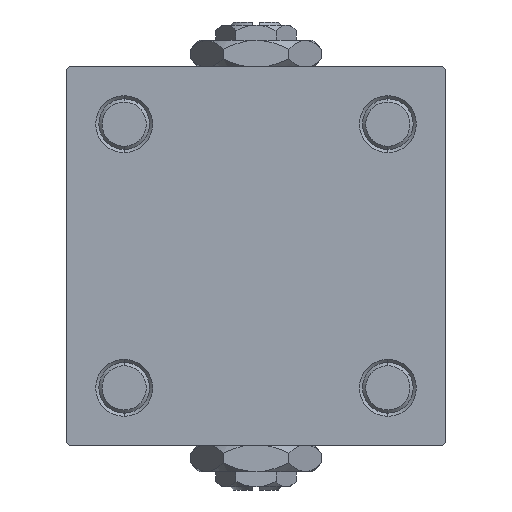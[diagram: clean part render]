
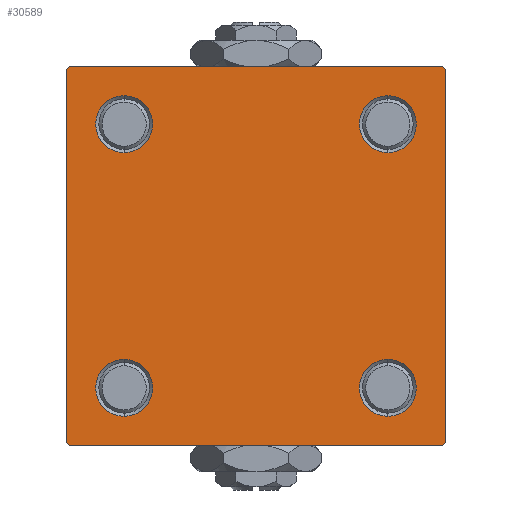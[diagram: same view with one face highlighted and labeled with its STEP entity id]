
A CAD part, left-side view. The second image highlights one B-rep face of the part: STEP entity #30589.
In plain terms, the highlighted planar face has unit normal (-1, 0, 0).
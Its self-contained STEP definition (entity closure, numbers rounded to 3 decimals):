
#215 = ORIENTED_EDGE ( 'NONE', *, *, #46196, .T. ) ;
#433 = VERTEX_POINT ( 'NONE', #21205 ) ;
#560 = ORIENTED_EDGE ( 'NONE', *, *, #42193, .F. ) ;
#1253 = CIRCLE ( 'NONE', #32173, 4.5 ) ;
#1296 = EDGE_CURVE ( 'NONE', #28604, #7254, #46909, .T. ) ;
#1553 = CARTESIAN_POINT ( 'NONE',  ( 0., 30., 30. ) ) ;
#2085 = DIRECTION ( 'NONE',  ( 0., 0., -1. ) ) ;
#2128 = EDGE_CURVE ( 'NONE', #22010, #42610, #49864, .T. ) ;
#2137 = DIRECTION ( 'NONE',  ( 0., 0., 1. ) ) ;
#2490 = EDGE_CURVE ( 'NONE', #23238, #13786, #24480, .T. ) ;
#2943 = ORIENTED_EDGE ( 'NONE', *, *, #23314, .T. ) ;
#3456 = ORIENTED_EDGE ( 'NONE', *, *, #26795, .T. ) ;
#3926 = CARTESIAN_POINT ( 'NONE',  ( 0., -29.75, 29.75 ) ) ;
#3936 = VECTOR ( 'NONE', #2085, 1000. ) ;
#4080 = CARTESIAN_POINT ( 'NONE',  ( 0., 20.85, -25.35 ) ) ;
#4372 = CIRCLE ( 'NONE', #27847, 4.5 ) ;
#4843 = VECTOR ( 'NONE', #46761, 1000. ) ;
#4909 = LINE ( 'NONE', #36953, #45131 ) ;
#5857 = CARTESIAN_POINT ( 'NONE',  ( 0., -29.5, 30. ) ) ;
#6047 = CARTESIAN_POINT ( 'NONE',  ( 0., -30., -29.5 ) ) ;
#6325 = CARTESIAN_POINT ( 'NONE',  ( 0., 29.5, -30. ) ) ;
#6350 = CARTESIAN_POINT ( 'NONE',  ( 0., -20.85, -20.85 ) ) ;
#6958 = FACE_BOUND ( 'NONE', #28316, .T. ) ;
#7095 = LINE ( 'NONE', #3926, #37217 ) ;
#7205 = FACE_BOUND ( 'NONE', #24799, .T. ) ;
#7254 = VERTEX_POINT ( 'NONE', #37538 ) ;
#7464 = CARTESIAN_POINT ( 'NONE',  ( 0., 30., 29.5 ) ) ;
#7800 = ORIENTED_EDGE ( 'NONE', *, *, #2128, .T. ) ;
#8064 = DIRECTION ( 'NONE',  ( 1., 0., 0. ) ) ;
#9818 = VERTEX_POINT ( 'NONE', #49698 ) ;
#10245 = CIRCLE ( 'NONE', #46300, 4.5 ) ;
#10894 = VERTEX_POINT ( 'NONE', #22982 ) ;
#11087 = VERTEX_POINT ( 'NONE', #6047 ) ;
#11404 = DIRECTION ( 'NONE',  ( -1., 0., 0. ) ) ;
#11724 = EDGE_CURVE ( 'NONE', #14773, #37695, #10245, .T. ) ;
#12260 = CARTESIAN_POINT ( 'NONE',  ( 0., 20.85, -20.85 ) ) ;
#12286 = AXIS2_PLACEMENT_3D ( 'NONE', #28630, #36771, #16815 ) ;
#12451 = DIRECTION ( 'NONE',  ( 1., 0., 0. ) ) ;
#12518 = ORIENTED_EDGE ( 'NONE', *, *, #34930, .T. ) ;
#12814 = CARTESIAN_POINT ( 'NONE',  ( 0., 20.85, 20.85 ) ) ;
#13382 = LINE ( 'NONE', #32818, #3936 ) ;
#13434 = DIRECTION ( 'NONE',  ( 1., 0., 0. ) ) ;
#13733 = CARTESIAN_POINT ( 'NONE',  ( 0., 20.85, 16.35 ) ) ;
#13786 = VERTEX_POINT ( 'NONE', #16941 ) ;
#14219 = VECTOR ( 'NONE', #24680, 1000. ) ;
#14506 = ORIENTED_EDGE ( 'NONE', *, *, #2490, .T. ) ;
#14773 = VERTEX_POINT ( 'NONE', #26129 ) ;
#15045 = AXIS2_PLACEMENT_3D ( 'NONE', #6350, #38139, #18181 ) ;
#15740 = AXIS2_PLACEMENT_3D ( 'NONE', #51295, #27150, #35029 ) ;
#16090 = LINE ( 'NONE', #47598, #48497 ) ;
#16815 = DIRECTION ( 'NONE',  ( 0., 0., 1. ) ) ;
#16941 = CARTESIAN_POINT ( 'NONE',  ( 0., -29.5, -30. ) ) ;
#17198 = DIRECTION ( 'NONE',  ( 0., -0.707, 0.707 ) ) ;
#17976 = ORIENTED_EDGE ( 'NONE', *, *, #1296, .T. ) ;
#18181 = DIRECTION ( 'NONE',  ( 0., 0., 1. ) ) ;
#18923 = EDGE_CURVE ( 'NONE', #7254, #28604, #4372, .T. ) ;
#19804 = DIRECTION ( 'NONE',  ( 0., 0., 1. ) ) ;
#19964 = LINE ( 'NONE', #50702, #4843 ) ;
#20005 = ORIENTED_EDGE ( 'NONE', *, *, #48185, .F. ) ;
#20777 = ORIENTED_EDGE ( 'NONE', *, *, #32584, .T. ) ;
#20941 = DIRECTION ( 'NONE',  ( 0., 0.707, -0.707 ) ) ;
#21122 = DIRECTION ( 'NONE',  ( 0., 0., 1. ) ) ;
#21205 = CARTESIAN_POINT ( 'NONE',  ( 0., 29.5, 30. ) ) ;
#21331 = DIRECTION ( 'NONE',  ( 0., -1., 0. ) ) ;
#22010 = VERTEX_POINT ( 'NONE', #7464 ) ;
#22090 = ORIENTED_EDGE ( 'NONE', *, *, #37012, .T. ) ;
#22113 = CARTESIAN_POINT ( 'NONE',  ( 0., -20.85, -20.85 ) ) ;
#22304 = AXIS2_PLACEMENT_3D ( 'NONE', #35822, #11404, #19804 ) ;
#22982 = CARTESIAN_POINT ( 'NONE',  ( 0., -30., 29.5 ) ) ;
#23238 = VERTEX_POINT ( 'NONE', #6325 ) ;
#23314 = EDGE_CURVE ( 'NONE', #10894, #30881, #7095, .T. ) ;
#23812 = DIRECTION ( 'NONE',  ( 0., 0., 1. ) ) ;
#24084 = VECTOR ( 'NONE', #17198, 1000. ) ;
#24480 = LINE ( 'NONE', #40489, #33531 ) ;
#24680 = DIRECTION ( 'NONE',  ( 0., 0., -1. ) ) ;
#24799 = EDGE_LOOP ( 'NONE', ( #17976, #40654 ) ) ;
#24839 = CARTESIAN_POINT ( 'NONE',  ( 0., -20.85, -16.35 ) ) ;
#25170 = DIRECTION ( 'NONE',  ( 0., 0., 1. ) ) ;
#26129 = CARTESIAN_POINT ( 'NONE',  ( 0., 20.85, -16.35 ) ) ;
#26795 = EDGE_CURVE ( 'NONE', #9818, #29508, #1253, .T. ) ;
#27150 = DIRECTION ( 'NONE',  ( 1., 0., 0. ) ) ;
#27415 = ORIENTED_EDGE ( 'NONE', *, *, #49873, .T. ) ;
#27847 = AXIS2_PLACEMENT_3D ( 'NONE', #22113, #13434, #2137 ) ;
#28258 = CARTESIAN_POINT ( 'NONE',  ( 0., 20.85, -20.85 ) ) ;
#28316 = EDGE_LOOP ( 'NONE', ( #20777, #215 ) ) ;
#28604 = VERTEX_POINT ( 'NONE', #24839 ) ;
#28630 = CARTESIAN_POINT ( 'NONE',  ( 0., -20.85, 20.85 ) ) ;
#29508 = VERTEX_POINT ( 'NONE', #13733 ) ;
#30589 = ADVANCED_FACE ( 'NONE', ( #6958, #7205, #47894, #39243, #47118 ), #38998, .T. ) ;
#30881 = VERTEX_POINT ( 'NONE', #5857 ) ;
#31509 = VERTEX_POINT ( 'NONE', #31627 ) ;
#31627 = CARTESIAN_POINT ( 'NONE',  ( 0., -20.85, 25.35 ) ) ;
#31767 = CARTESIAN_POINT ( 'NONE',  ( 0., -20.85, 16.35 ) ) ;
#32037 = CARTESIAN_POINT ( 'NONE',  ( 0., 30., -29.5 ) ) ;
#32173 = AXIS2_PLACEMENT_3D ( 'NONE', #12814, #33035, #25170 ) ;
#32584 = EDGE_CURVE ( 'NONE', #31509, #36042, #49147, .T. ) ;
#32713 = DIRECTION ( 'NONE',  ( 1., 0., 0. ) ) ;
#32818 = CARTESIAN_POINT ( 'NONE',  ( 0., -30., 30. ) ) ;
#32846 = EDGE_LOOP ( 'NONE', ( #37581, #38622 ) ) ;
#32949 = CARTESIAN_POINT ( 'NONE',  ( 0., -29.75, -29.75 ) ) ;
#33035 = DIRECTION ( 'NONE',  ( 1., 0., 0. ) ) ;
#33531 = VECTOR ( 'NONE', #21331, 1000. ) ;
#34930 = EDGE_CURVE ( 'NONE', #13786, #11087, #36625, .T. ) ;
#34939 = DIRECTION ( 'NONE',  ( 0., 0.707, 0.707 ) ) ;
#35029 = DIRECTION ( 'NONE',  ( 0., 0., 1. ) ) ;
#35100 = CIRCLE ( 'NONE', #40115, 4.5 ) ;
#35822 = CARTESIAN_POINT ( 'NONE',  ( 0., 0., 0. ) ) ;
#35907 = DIRECTION ( 'NONE',  ( 0., 0., 1. ) ) ;
#36042 = VERTEX_POINT ( 'NONE', #31767 ) ;
#36625 = LINE ( 'NONE', #32949, #24084 ) ;
#36771 = DIRECTION ( 'NONE',  ( 1., 0., 0. ) ) ;
#36953 = CARTESIAN_POINT ( 'NONE',  ( 0., 29.75, 29.75 ) ) ;
#37012 = EDGE_CURVE ( 'NONE', #42610, #23238, #19964, .T. ) ;
#37217 = VECTOR ( 'NONE', #34939, 1000. ) ;
#37355 = EDGE_CURVE ( 'NONE', #433, #22010, #4909, .T. ) ;
#37538 = CARTESIAN_POINT ( 'NONE',  ( 0., -20.85, -25.35 ) ) ;
#37581 = ORIENTED_EDGE ( 'NONE', *, *, #11724, .T. ) ;
#37695 = VERTEX_POINT ( 'NONE', #4080 ) ;
#38139 = DIRECTION ( 'NONE',  ( 1., 0., 0. ) ) ;
#38622 = ORIENTED_EDGE ( 'NONE', *, *, #41760, .T. ) ;
#38998 = PLANE ( 'NONE',  #22304 ) ;
#39121 = AXIS2_PLACEMENT_3D ( 'NONE', #44738, #12451, #21122 ) ;
#39243 = FACE_BOUND ( 'NONE', #47602, .T. ) ;
#40115 = AXIS2_PLACEMENT_3D ( 'NONE', #12260, #8064, #35907 ) ;
#40489 = CARTESIAN_POINT ( 'NONE',  ( 0., 30., -30. ) ) ;
#40654 = ORIENTED_EDGE ( 'NONE', *, *, #18923, .T. ) ;
#41760 = EDGE_CURVE ( 'NONE', #37695, #14773, #35100, .T. ) ;
#42193 = EDGE_CURVE ( 'NONE', #433, #30881, #16090, .T. ) ;
#42610 = VERTEX_POINT ( 'NONE', #32037 ) ;
#44258 = CIRCLE ( 'NONE', #15740, 4.5 ) ;
#44738 = CARTESIAN_POINT ( 'NONE',  ( 0., -20.85, 20.85 ) ) ;
#45131 = VECTOR ( 'NONE', #20941, 1000. ) ;
#45489 = ORIENTED_EDGE ( 'NONE', *, *, #37355, .T. ) ;
#45876 = EDGE_LOOP ( 'NONE', ( #7800, #22090, #14506, #12518, #20005, #2943, #560, #45489 ) ) ;
#46196 = EDGE_CURVE ( 'NONE', #36042, #31509, #46669, .T. ) ;
#46300 = AXIS2_PLACEMENT_3D ( 'NONE', #28258, #32713, #23812 ) ;
#46669 = CIRCLE ( 'NONE', #12286, 4.5 ) ;
#46761 = DIRECTION ( 'NONE',  ( 0., -0.707, -0.707 ) ) ;
#46909 = CIRCLE ( 'NONE', #15045, 4.5 ) ;
#47082 = DIRECTION ( 'NONE',  ( 0., -1., 0. ) ) ;
#47118 = FACE_OUTER_BOUND ( 'NONE', #45876, .T. ) ;
#47598 = CARTESIAN_POINT ( 'NONE',  ( 0., 30., 30. ) ) ;
#47602 = EDGE_LOOP ( 'NONE', ( #3456, #27415 ) ) ;
#47894 = FACE_BOUND ( 'NONE', #32846, .T. ) ;
#48185 = EDGE_CURVE ( 'NONE', #10894, #11087, #13382, .T. ) ;
#48497 = VECTOR ( 'NONE', #47082, 1000. ) ;
#49147 = CIRCLE ( 'NONE', #39121, 4.5 ) ;
#49698 = CARTESIAN_POINT ( 'NONE',  ( 0., 20.85, 25.35 ) ) ;
#49864 = LINE ( 'NONE', #1553, #14219 ) ;
#49873 = EDGE_CURVE ( 'NONE', #29508, #9818, #44258, .T. ) ;
#50702 = CARTESIAN_POINT ( 'NONE',  ( 0., 29.75, -29.75 ) ) ;
#51295 = CARTESIAN_POINT ( 'NONE',  ( 0., 20.85, 20.85 ) ) ;
